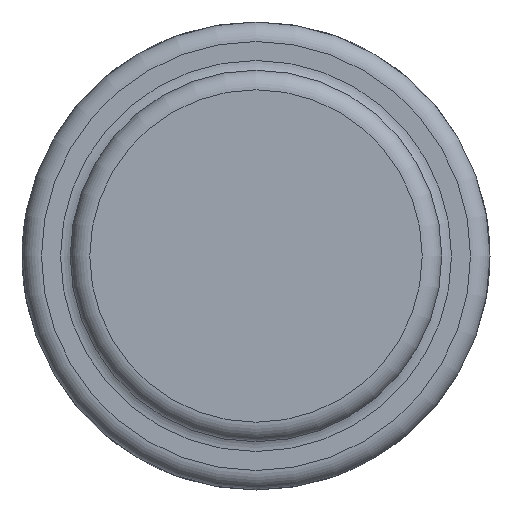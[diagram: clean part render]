
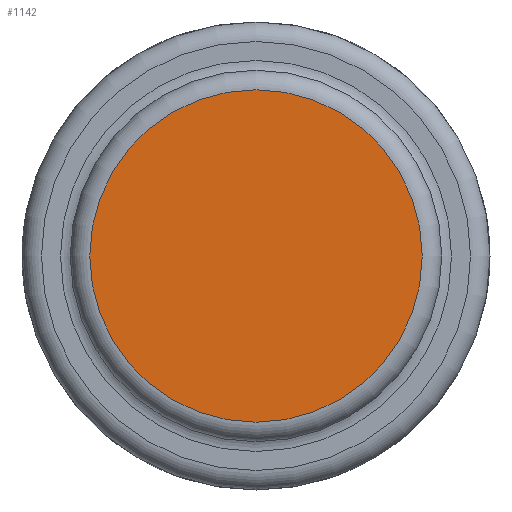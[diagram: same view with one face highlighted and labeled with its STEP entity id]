
A CAD part, left-side view. The second image highlights one B-rep face of the part: STEP entity #1142.
In plain terms, the highlighted planar face has unit normal (-1, 0, 0).
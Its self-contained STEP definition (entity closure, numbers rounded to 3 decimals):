
#54=PLANE('',#1256);
#223=FACE_OUTER_BOUND('',#285,.T.);
#285=EDGE_LOOP('',(#826,#827));
#374=CIRCLE('',#1257,4.263);
#375=CIRCLE('',#1258,4.263);
#471=VERTEX_POINT('',#1861);
#472=VERTEX_POINT('',#1862);
#610=EDGE_CURVE('',#471,#472,#374,.T.);
#611=EDGE_CURVE('',#472,#471,#375,.T.);
#826=ORIENTED_EDGE('',*,*,#610,.F.);
#827=ORIENTED_EDGE('',*,*,#611,.F.);
#1142=ADVANCED_FACE('',(#223),#54,.T.);
#1256=AXIS2_PLACEMENT_3D('',#1860,#1475,#1476);
#1257=AXIS2_PLACEMENT_3D('',#1863,#1477,#1478);
#1258=AXIS2_PLACEMENT_3D('',#1864,#1479,#1480);
#1475=DIRECTION('center_axis',(-1.,0.,0.));
#1476=DIRECTION('ref_axis',(0.,0.,1.));
#1477=DIRECTION('center_axis',(1.,0.,0.));
#1478=DIRECTION('ref_axis',(0.,0.,-1.));
#1479=DIRECTION('center_axis',(1.,0.,0.));
#1480=DIRECTION('ref_axis',(0.,0.,-1.));
#1860=CARTESIAN_POINT('Origin',(-100.,4.263,0.));
#1861=CARTESIAN_POINT('',(-100.,4.263,0.));
#1862=CARTESIAN_POINT('',(-100.,0.,4.263));
#1863=CARTESIAN_POINT('Origin',(-100.,0.,0.));
#1864=CARTESIAN_POINT('Origin',(-100.,0.,0.));
